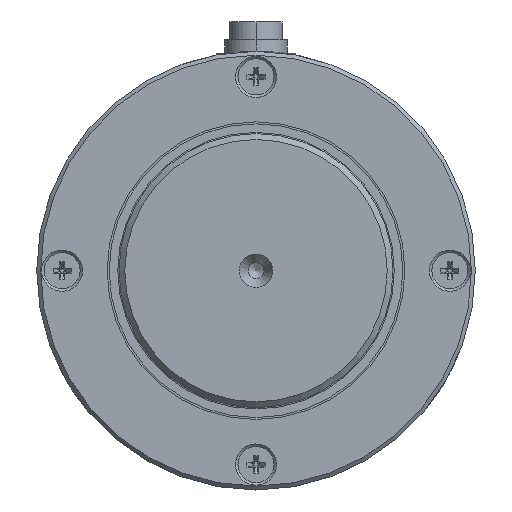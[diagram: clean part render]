
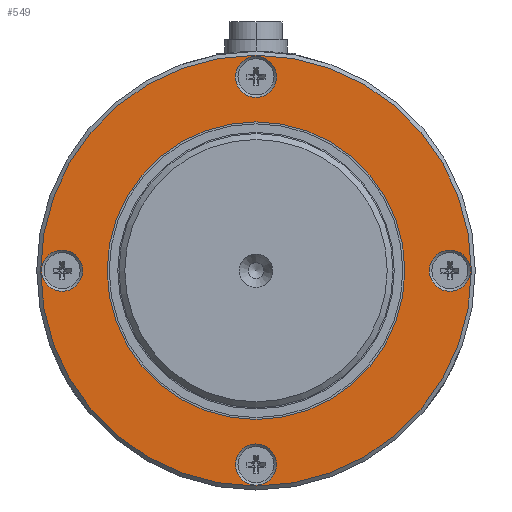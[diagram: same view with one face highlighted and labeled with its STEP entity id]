
A CAD part, left-side view. The second image highlights one B-rep face of the part: STEP entity #549.
In plain terms, the highlighted planar face has unit normal (-1, 0, 0).
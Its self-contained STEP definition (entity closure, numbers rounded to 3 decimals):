
#549 = ADVANCED_FACE( '', ( #1213, #1214, #1215, #1216, #1217, #1218 ), #1219, .T. );
#1213 = FACE_BOUND( '', #2174, .T. );
#1214 = FACE_BOUND( '', #2175, .T. );
#1215 = FACE_BOUND( '', #2176, .T. );
#1216 = FACE_BOUND( '', #2177, .T. );
#1217 = FACE_OUTER_BOUND( '', #2178, .T. );
#1218 = FACE_BOUND( '', #2179, .T. );
#1219 = PLANE( '', #2180 );
#2174 = EDGE_LOOP( '', ( #3207 ) );
#2175 = EDGE_LOOP( '', ( #3208 ) );
#2176 = EDGE_LOOP( '', ( #3209 ) );
#2177 = EDGE_LOOP( '', ( #3210 ) );
#2178 = EDGE_LOOP( '', ( #3211 ) );
#2179 = EDGE_LOOP( '', ( #3212 ) );
#2180 = AXIS2_PLACEMENT_3D( '', #3213, #3214, #3215 );
#3207 = ORIENTED_EDGE( '', *, *, #5291, .T. );
#3208 = ORIENTED_EDGE( '', *, *, #5292, .T. );
#3209 = ORIENTED_EDGE( '', *, *, #5293, .T. );
#3210 = ORIENTED_EDGE( '', *, *, #5294, .T. );
#3211 = ORIENTED_EDGE( '', *, *, #5295, .T. );
#3212 = ORIENTED_EDGE( '', *, *, #5296, .T. );
#3213 = CARTESIAN_POINT( '', ( 0., 0., 0. ) );
#3214 = DIRECTION( '', ( -1., 0., 0. ) );
#3215 = DIRECTION( '', ( 0., -1., 0. ) );
#5291 = EDGE_CURVE( '', #6169, #6169, #6170, .F. );
#5292 = EDGE_CURVE( '', #6171, #6171, #6172, .F. );
#5293 = EDGE_CURVE( '', #6173, #6173, #6174, .F. );
#5294 = EDGE_CURVE( '', #6175, #6175, #6176, .F. );
#5295 = EDGE_CURVE( '', #6177, #6177, #6178, .T. );
#5296 = EDGE_CURVE( '', #6179, #6179, #6180, .F. );
#6169 = VERTEX_POINT( '', #7719 );
#6170 = CIRCLE( '', #7720, 5.25 );
#6171 = VERTEX_POINT( '', #7721 );
#6172 = CIRCLE( '', #7722, 5.25 );
#6173 = VERTEX_POINT( '', #7723 );
#6174 = CIRCLE( '', #7724, 5.25 );
#6175 = VERTEX_POINT( '', #7725 );
#6176 = CIRCLE( '', #7726, 5.25 );
#6177 = VERTEX_POINT( '', #7727 );
#6178 = CIRCLE( '', #7728, 55. );
#6179 = VERTEX_POINT( '', #7729 );
#6180 = CIRCLE( '', #7730, 38. );
#7719 = CARTESIAN_POINT( '', ( 0., 0., 44.25 ) );
#7720 = AXIS2_PLACEMENT_3D( '', #9475, #9476, #9477 );
#7721 = CARTESIAN_POINT( '', ( 0., -44.25, 0. ) );
#7722 = AXIS2_PLACEMENT_3D( '', #9478, #9479, #9480 );
#7723 = CARTESIAN_POINT( '', ( 0., 0., -44.25 ) );
#7724 = AXIS2_PLACEMENT_3D( '', #9481, #9482, #9483 );
#7725 = CARTESIAN_POINT( '', ( 0., 44.25, 0. ) );
#7726 = AXIS2_PLACEMENT_3D( '', #9484, #9485, #9486 );
#7727 = CARTESIAN_POINT( '', ( 0., -55., 0. ) );
#7728 = AXIS2_PLACEMENT_3D( '', #9487, #9488, #9489 );
#7729 = CARTESIAN_POINT( '', ( 0., -38., 0. ) );
#7730 = AXIS2_PLACEMENT_3D( '', #9490, #9491, #9492 );
#9475 = CARTESIAN_POINT( '', ( 0., 0., 49.5 ) );
#9476 = DIRECTION( '', ( -1., 0., 0. ) );
#9477 = DIRECTION( '', ( 0., 0., -1. ) );
#9478 = CARTESIAN_POINT( '', ( 0., -49.5, 0. ) );
#9479 = DIRECTION( '', ( -1., 0., 0. ) );
#9480 = DIRECTION( '', ( 0., 1., 0. ) );
#9481 = CARTESIAN_POINT( '', ( 0., 0., -49.5 ) );
#9482 = DIRECTION( '', ( -1., 0., 0. ) );
#9483 = DIRECTION( '', ( 0., 0., 1. ) );
#9484 = CARTESIAN_POINT( '', ( 0., 49.5, 0. ) );
#9485 = DIRECTION( '', ( -1., 0., 0. ) );
#9486 = DIRECTION( '', ( 0., -1., 0. ) );
#9487 = CARTESIAN_POINT( '', ( 0., 0., 0. ) );
#9488 = DIRECTION( '', ( -1., 0., 0. ) );
#9489 = DIRECTION( '', ( 0., -1., 0. ) );
#9490 = CARTESIAN_POINT( '', ( 0., 0., 0. ) );
#9491 = DIRECTION( '', ( -1., 0., 0. ) );
#9492 = DIRECTION( '', ( 0., -1., 0. ) );
